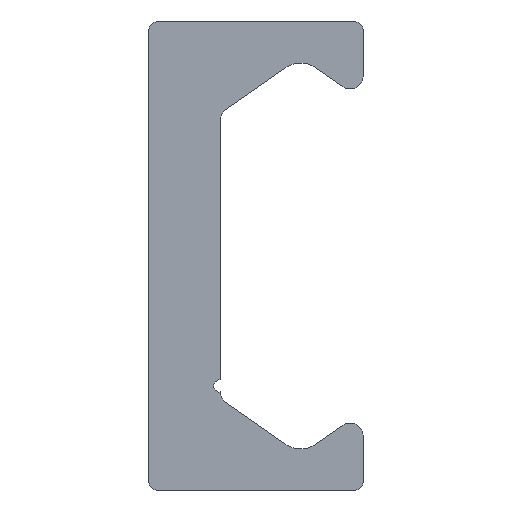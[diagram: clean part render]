
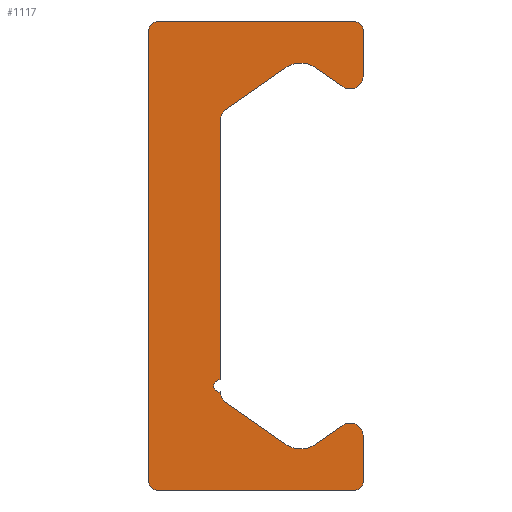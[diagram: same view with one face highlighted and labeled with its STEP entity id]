
A CAD part, left-side view. The second image highlights one B-rep face of the part: STEP entity #1117.
In plain terms, the highlighted planar face has unit normal (-1, 0, 0).
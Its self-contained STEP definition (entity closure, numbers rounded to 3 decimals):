
#287=CARTESIAN_POINT('',(0.0,1.375,5.214));
#288=VERTEX_POINT('',#287);
#295=CARTESIAN_POINT('',(0.0,1.375,-4.75));
#296=VERTEX_POINT('',#295);
#297=CARTESIAN_POINT('',(0.0,1.375,5.214));
#298=DIRECTION('',(0.0,0.0,-1.0));
#299=VECTOR('',#298,9.964);
#300=LINE('',#297,#299);
#301=EDGE_CURVE('',#288,#296,#300,.T.);
#424=CARTESIAN_POINT('',(0.0,3.825,-9.));
#425=VERTEX_POINT('',#424);
#432=CARTESIAN_POINT('',(0.0,4.125,-8.7));
#433=VERTEX_POINT('',#432);
#434=CARTESIAN_POINT('',(0.0,3.825,-8.7));
#435=DIRECTION('',(1.0,0.0,0.0));
#436=DIRECTION('',(0.0,0.0,-1.0));
#437=AXIS2_PLACEMENT_3D('',#434,#435,#436);
#438=CIRCLE('',#437,0.3);
#439=EDGE_CURVE('',#425,#433,#438,.T.);
#463=CARTESIAN_POINT('',(0.0,-3.825,-9.));
#464=VERTEX_POINT('',#463);
#471=CARTESIAN_POINT('',(0.0,-3.825,-9.));
#472=DIRECTION('',(0.0,1.0,0.0));
#473=VECTOR('',#472,7.65);
#474=LINE('',#471,#473);
#475=EDGE_CURVE('',#464,#425,#474,.T.);
#495=CARTESIAN_POINT('',(0.0,-4.125,-8.7));
#496=VERTEX_POINT('',#495);
#503=CARTESIAN_POINT('',(0.0,-3.825,-8.7));
#504=DIRECTION('',(1.0,0.0,0.0));
#505=DIRECTION('',(0.0,-1.0,0.0));
#506=AXIS2_PLACEMENT_3D('',#503,#504,#505);
#507=CIRCLE('',#506,0.3);
#508=EDGE_CURVE('',#496,#464,#507,.T.);
#527=CARTESIAN_POINT('',(0.0,-4.125,-6.925));
#528=VERTEX_POINT('',#527);
#535=CARTESIAN_POINT('',(0.0,-4.125,-6.925));
#536=DIRECTION('',(0.0,0.0,-1.0));
#537=VECTOR('',#536,1.775);
#538=LINE('',#535,#537);
#539=EDGE_CURVE('',#528,#496,#538,.T.);
#559=CARTESIAN_POINT('',(0.0,-3.338,-6.515));
#560=VERTEX_POINT('',#559);
#567=CARTESIAN_POINT('',(0.0,-3.625,-6.925));
#568=DIRECTION('',(1.0,0.0,0.0));
#569=DIRECTION('',(0.0,0.574,0.819));
#570=AXIS2_PLACEMENT_3D('',#567,#568,#569);
#571=CIRCLE('',#570,0.5);
#572=EDGE_CURVE('',#560,#528,#571,.T.);
#591=CARTESIAN_POINT('',(0.0,-2.299,-7.243));
#592=VERTEX_POINT('',#591);
#599=CARTESIAN_POINT('',(0.0,-2.299,-7.243));
#600=DIRECTION('',(0.0,-0.819,0.574));
#601=VECTOR('',#600,1.269);
#602=LINE('',#599,#601);
#603=EDGE_CURVE('',#592,#560,#602,.T.);
#623=CARTESIAN_POINT('',(0.0,-1.151,-7.243));
#624=VERTEX_POINT('',#623);
#631=CARTESIAN_POINT('',(0.0,-1.725,-6.424));
#632=DIRECTION('',(-1.0,0.0,0.0));
#633=DIRECTION('',(0.0,0.574,0.819));
#634=AXIS2_PLACEMENT_3D('',#631,#632,#633);
#635=CIRCLE('',#634,1.0);
#636=EDGE_CURVE('',#624,#592,#635,.T.);
#655=CARTESIAN_POINT('',(0.0,1.162,-5.624));
#656=VERTEX_POINT('',#655);
#663=CARTESIAN_POINT('',(0.0,1.162,-5.624));
#664=DIRECTION('',(0.0,-0.819,-0.574));
#665=VECTOR('',#664,2.824);
#666=LINE('',#663,#665);
#667=EDGE_CURVE('',#656,#624,#666,.T.);
#687=CARTESIAN_POINT('',(0.0,1.375,-5.214));
#688=VERTEX_POINT('',#687);
#695=CARTESIAN_POINT('',(0.0,0.875,-5.214));
#696=DIRECTION('',(-1.0,0.0,0.0));
#697=DIRECTION('',(0.0,-0.574,0.819));
#698=AXIS2_PLACEMENT_3D('',#695,#696,#697);
#699=CIRCLE('',#698,0.5);
#700=EDGE_CURVE('',#688,#656,#699,.T.);
#719=CARTESIAN_POINT('',(0.0,1.375,-5.25));
#720=VERTEX_POINT('',#719);
#727=CARTESIAN_POINT('',(0.0,1.375,-5.25));
#728=DIRECTION('',(0.0,0.0,1.0));
#729=VECTOR('',#728,0.036);
#730=LINE('',#727,#729);
#731=EDGE_CURVE('',#720,#688,#730,.T.);
#754=CARTESIAN_POINT('',(0.0,1.375,-5.0));
#755=DIRECTION('',(-1.0,0.0,0.0));
#756=DIRECTION('',(0.0,0.0,1.0));
#757=AXIS2_PLACEMENT_3D('',#754,#755,#756);
#758=CIRCLE('',#757,0.25);
#759=EDGE_CURVE('',#296,#720,#758,.T.);
#779=CARTESIAN_POINT('',(0.0,1.162,5.624));
#780=VERTEX_POINT('',#779);
#787=CARTESIAN_POINT('',(0.0,0.875,5.214));
#788=DIRECTION('',(-1.0,0.0,0.0));
#789=DIRECTION('',(0.0,-1.0,0.0));
#790=AXIS2_PLACEMENT_3D('',#787,#788,#789);
#791=CIRCLE('',#790,0.5);
#792=EDGE_CURVE('',#780,#288,#791,.T.);
#811=CARTESIAN_POINT('',(0.0,-1.151,7.243));
#812=VERTEX_POINT('',#811);
#819=CARTESIAN_POINT('',(0.0,-1.151,7.243));
#820=DIRECTION('',(0.0,0.819,-0.574));
#821=VECTOR('',#820,2.824);
#822=LINE('',#819,#821);
#823=EDGE_CURVE('',#812,#780,#822,.T.);
#843=CARTESIAN_POINT('',(0.0,-2.299,7.243));
#844=VERTEX_POINT('',#843);
#851=CARTESIAN_POINT('',(0.0,-1.725,6.424));
#852=DIRECTION('',(-1.0,0.0,0.0));
#853=DIRECTION('',(0.0,-0.574,-0.819));
#854=AXIS2_PLACEMENT_3D('',#851,#852,#853);
#855=CIRCLE('',#854,1.0);
#856=EDGE_CURVE('',#844,#812,#855,.T.);
#875=CARTESIAN_POINT('',(0.0,-3.338,6.515));
#876=VERTEX_POINT('',#875);
#883=CARTESIAN_POINT('',(0.0,-3.338,6.515));
#884=DIRECTION('',(0.0,0.819,0.574));
#885=VECTOR('',#884,1.269);
#886=LINE('',#883,#885);
#887=EDGE_CURVE('',#876,#844,#886,.T.);
#907=CARTESIAN_POINT('',(0.0,-4.125,6.925));
#908=VERTEX_POINT('',#907);
#915=CARTESIAN_POINT('',(0.0,-3.625,6.925));
#916=DIRECTION('',(1.0,0.0,0.0));
#917=DIRECTION('',(0.0,-1.0,0.0));
#918=AXIS2_PLACEMENT_3D('',#915,#916,#917);
#919=CIRCLE('',#918,0.5);
#920=EDGE_CURVE('',#908,#876,#919,.T.);
#939=CARTESIAN_POINT('',(0.0,-4.125,8.7));
#940=VERTEX_POINT('',#939);
#947=CARTESIAN_POINT('',(0.0,-4.125,8.7));
#948=DIRECTION('',(0.0,0.0,-1.0));
#949=VECTOR('',#948,1.775);
#950=LINE('',#947,#949);
#951=EDGE_CURVE('',#940,#908,#950,.T.);
#971=CARTESIAN_POINT('',(0.0,-3.825,9.));
#972=VERTEX_POINT('',#971);
#979=CARTESIAN_POINT('',(0.0,-3.825,8.7));
#980=DIRECTION('',(1.0,0.0,0.0));
#981=DIRECTION('',(0.0,0.0,1.0));
#982=AXIS2_PLACEMENT_3D('',#979,#980,#981);
#983=CIRCLE('',#982,0.3);
#984=EDGE_CURVE('',#972,#940,#983,.T.);
#1003=CARTESIAN_POINT('',(0.0,3.825,9.));
#1004=VERTEX_POINT('',#1003);
#1011=CARTESIAN_POINT('',(0.0,3.825,9.));
#1012=DIRECTION('',(0.0,-1.0,0.0));
#1013=VECTOR('',#1012,7.65);
#1014=LINE('',#1011,#1013);
#1015=EDGE_CURVE('',#1004,#972,#1014,.T.);
#1035=CARTESIAN_POINT('',(0.0,4.125,8.7));
#1036=VERTEX_POINT('',#1035);
#1043=CARTESIAN_POINT('',(0.0,3.825,8.7));
#1044=DIRECTION('',(1.0,0.0,0.0));
#1045=DIRECTION('',(0.0,1.0,0.0));
#1046=AXIS2_PLACEMENT_3D('',#1043,#1044,#1045);
#1047=CIRCLE('',#1046,0.3);
#1048=EDGE_CURVE('',#1036,#1004,#1047,.T.);
#1066=CARTESIAN_POINT('',(0.0,4.125,-8.7));
#1067=DIRECTION('',(0.0,0.0,1.0));
#1068=VECTOR('',#1067,17.4);
#1069=LINE('',#1066,#1068);
#1070=EDGE_CURVE('',#433,#1036,#1069,.T.);
#1088=CARTESIAN_POINT('',(0.0,0.856,-0.029));
#1089=DIRECTION('',(1.0,0.0,0.0));
#1090=DIRECTION('',(0.0,0.0,-1.0));
#1091=AXIS2_PLACEMENT_3D('',#1088,#1089,#1090);
#1092=PLANE('',#1091);
#1093=ORIENTED_EDGE('',*,*,#1070,.F.);
#1094=ORIENTED_EDGE('',*,*,#439,.F.);
#1095=ORIENTED_EDGE('',*,*,#475,.F.);
#1096=ORIENTED_EDGE('',*,*,#508,.F.);
#1097=ORIENTED_EDGE('',*,*,#539,.F.);
#1098=ORIENTED_EDGE('',*,*,#572,.F.);
#1099=ORIENTED_EDGE('',*,*,#603,.F.);
#1100=ORIENTED_EDGE('',*,*,#636,.F.);
#1101=ORIENTED_EDGE('',*,*,#667,.F.);
#1102=ORIENTED_EDGE('',*,*,#700,.F.);
#1103=ORIENTED_EDGE('',*,*,#731,.F.);
#1104=ORIENTED_EDGE('',*,*,#759,.F.);
#1105=ORIENTED_EDGE('',*,*,#301,.F.);
#1106=ORIENTED_EDGE('',*,*,#792,.F.);
#1107=ORIENTED_EDGE('',*,*,#823,.F.);
#1108=ORIENTED_EDGE('',*,*,#856,.F.);
#1109=ORIENTED_EDGE('',*,*,#887,.F.);
#1110=ORIENTED_EDGE('',*,*,#920,.F.);
#1111=ORIENTED_EDGE('',*,*,#951,.F.);
#1112=ORIENTED_EDGE('',*,*,#984,.F.);
#1113=ORIENTED_EDGE('',*,*,#1015,.F.);
#1114=ORIENTED_EDGE('',*,*,#1048,.F.);
#1115=EDGE_LOOP('',(#1093,#1094,#1095,#1096,#1097,#1098,#1099,#1100,#1101,#1102,#1103,#1104,#1105,#1106,#1107,#1108,#1109,#1110,#1111,#1112,#1113,#1114));
#1116=FACE_OUTER_BOUND('',#1115,.T.);
#1117=ADVANCED_FACE('',(#1116),#1092,.F.);
